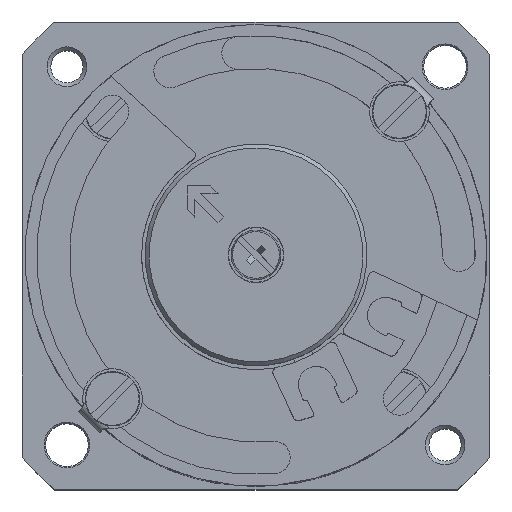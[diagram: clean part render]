
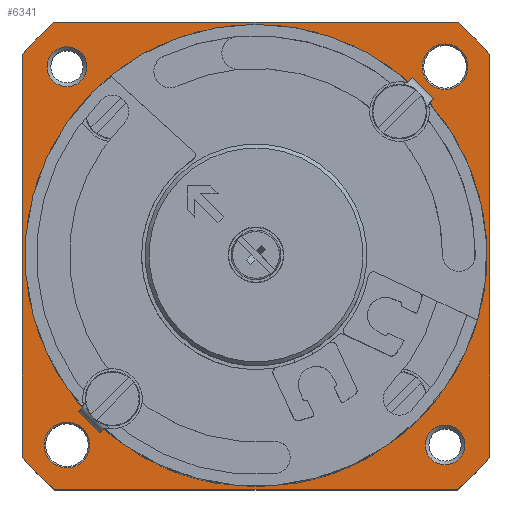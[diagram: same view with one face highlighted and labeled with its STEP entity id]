
A CAD part, top view. The second image highlights one B-rep face of the part: STEP entity #6341.
In plain terms, the highlighted face is planar.
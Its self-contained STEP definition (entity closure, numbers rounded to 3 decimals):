
#409=CIRCLE('',#6858,23.2);
#418=CIRCLE('',#6891,31.);
#422=CIRCLE('',#6897,31.);
#426=CIRCLE('',#6903,31.);
#430=CIRCLE('',#6909,31.);
#431=CIRCLE('',#6911,2.);
#432=CIRCLE('',#6912,2.3);
#433=CIRCLE('',#6913,2.3);
#434=CIRCLE('',#6914,2.);
#888=ORIENTED_EDGE('',*,*,#2602,.F.);
#889=ORIENTED_EDGE('',*,*,#2658,.T.);
#890=ORIENTED_EDGE('',*,*,#2659,.F.);
#891=ORIENTED_EDGE('',*,*,#2660,.T.);
#892=ORIENTED_EDGE('',*,*,#2661,.T.);
#893=ORIENTED_EDGE('',*,*,#2630,.F.);
#894=ORIENTED_EDGE('',*,*,#2657,.F.);
#895=ORIENTED_EDGE('',*,*,#2654,.F.);
#896=ORIENTED_EDGE('',*,*,#2649,.F.);
#897=ORIENTED_EDGE('',*,*,#2646,.F.);
#898=ORIENTED_EDGE('',*,*,#2641,.F.);
#899=ORIENTED_EDGE('',*,*,#2638,.F.);
#900=ORIENTED_EDGE('',*,*,#2633,.F.);
#2602=EDGE_CURVE('',#3488,#3488,#409,.F.);
#2630=EDGE_CURVE('',#3508,#3509,#4102,.T.);
#2633=EDGE_CURVE('',#3509,#3511,#418,.T.);
#2638=EDGE_CURVE('',#3511,#3515,#4106,.T.);
#2641=EDGE_CURVE('',#3515,#3517,#422,.T.);
#2646=EDGE_CURVE('',#3517,#3521,#4110,.T.);
#2649=EDGE_CURVE('',#3521,#3523,#426,.T.);
#2654=EDGE_CURVE('',#3523,#3527,#4114,.T.);
#2657=EDGE_CURVE('',#3527,#3508,#430,.T.);
#2658=EDGE_CURVE('',#3528,#3528,#431,.T.);
#2659=EDGE_CURVE('',#3529,#3529,#432,.T.);
#2660=EDGE_CURVE('',#3530,#3530,#433,.T.);
#2661=EDGE_CURVE('',#3531,#3531,#434,.T.);
#3488=VERTEX_POINT('',#9847);
#3508=VERTEX_POINT('',#9921);
#3509=VERTEX_POINT('',#9923);
#3511=VERTEX_POINT('',#9929);
#3515=VERTEX_POINT('',#9939);
#3517=VERTEX_POINT('',#9945);
#3521=VERTEX_POINT('',#9955);
#3523=VERTEX_POINT('',#9961);
#3527=VERTEX_POINT('',#9971);
#3528=VERTEX_POINT('',#9978);
#3529=VERTEX_POINT('',#9980);
#3530=VERTEX_POINT('',#9982);
#3531=VERTEX_POINT('',#9984);
#4102=LINE('',#9922,#4527);
#4106=LINE('',#9938,#4531);
#4110=LINE('',#9954,#4535);
#4114=LINE('',#9970,#4539);
#4527=VECTOR('',#7790,1000.);
#4531=VECTOR('',#7806,1000.);
#4535=VECTOR('',#7822,1000.);
#4539=VECTOR('',#7838,1000.);
#4990=EDGE_LOOP('',(#888));
#4991=EDGE_LOOP('',(#889));
#4992=EDGE_LOOP('',(#890));
#4993=EDGE_LOOP('',(#891));
#4994=EDGE_LOOP('',(#892));
#4995=EDGE_LOOP('',(#893,#894,#895,#896,#897,#898,#899,#900));
#5588=FACE_BOUND('',#4990,.T.);
#5589=FACE_BOUND('',#4991,.T.);
#5590=FACE_BOUND('',#4992,.T.);
#5591=FACE_BOUND('',#4993,.T.);
#5592=FACE_BOUND('',#4994,.T.);
#5593=FACE_BOUND('',#4995,.T.);
#6145=PLANE('',#6910);
#6341=ADVANCED_FACE('',(#5588,#5589,#5590,#5591,#5592,#5593),#6145,.F.);
#6858=AXIS2_PLACEMENT_3D('',#9846,#7726,#7727);
#6891=AXIS2_PLACEMENT_3D('',#9928,#7796,#7797);
#6897=AXIS2_PLACEMENT_3D('',#9944,#7812,#7813);
#6903=AXIS2_PLACEMENT_3D('',#9960,#7828,#7829);
#6909=AXIS2_PLACEMENT_3D('',#9975,#7844,#7845);
#6910=AXIS2_PLACEMENT_3D('',#9976,#7846,#7847);
#6911=AXIS2_PLACEMENT_3D('',#9977,#7848,#7849);
#6912=AXIS2_PLACEMENT_3D('',#9979,#7850,#7851);
#6913=AXIS2_PLACEMENT_3D('',#9981,#7852,#7853);
#6914=AXIS2_PLACEMENT_3D('',#9983,#7854,#7855);
#7726=DIRECTION('',(1.,0.,0.));
#7727=DIRECTION('',(0.,0.,-1.));
#7790=DIRECTION('',(0.,-1.,0.));
#7796=DIRECTION('',(1.,0.,0.));
#7797=DIRECTION('',(0.,0.,-1.));
#7806=DIRECTION('',(0.,0.,-1.));
#7812=DIRECTION('',(1.,0.,0.));
#7813=DIRECTION('',(0.,0.,-1.));
#7822=DIRECTION('',(0.,1.,0.));
#7828=DIRECTION('',(1.,0.,0.));
#7829=DIRECTION('',(0.,0.,-1.));
#7838=DIRECTION('',(0.,0.,1.));
#7844=DIRECTION('',(1.,0.,0.));
#7845=DIRECTION('',(0.,0.,-1.));
#7846=DIRECTION('',(1.,0.,0.));
#7847=DIRECTION('',(0.,0.,-1.));
#7848=DIRECTION('',(1.,0.,0.));
#7849=DIRECTION('',(0.,0.,-1.));
#7850=DIRECTION('',(-1.,0.,0.));
#7851=DIRECTION('',(0.,0.,1.));
#7852=DIRECTION('',(1.,0.,0.));
#7853=DIRECTION('',(0.,0.,-1.));
#7854=DIRECTION('',(1.,0.,0.));
#7855=DIRECTION('',(0.,0.,-1.));
#9846=CARTESIAN_POINT('',(-14.3,0.,0.));
#9847=CARTESIAN_POINT('',(-14.3,0.,-23.2));
#9921=CARTESIAN_POINT('',(-14.3,20.218,23.5));
#9922=CARTESIAN_POINT('',(-14.3,20.218,23.5));
#9923=CARTESIAN_POINT('',(-14.3,-20.218,23.5));
#9928=CARTESIAN_POINT('',(-14.3,0.,0.));
#9929=CARTESIAN_POINT('',(-14.3,-23.5,20.218));
#9938=CARTESIAN_POINT('',(-14.3,-23.5,20.218));
#9939=CARTESIAN_POINT('',(-14.3,-23.5,-20.218));
#9944=CARTESIAN_POINT('',(-14.3,0.,0.));
#9945=CARTESIAN_POINT('',(-14.3,-20.218,-23.5));
#9954=CARTESIAN_POINT('',(-14.3,-20.218,-23.5));
#9955=CARTESIAN_POINT('',(-14.3,20.218,-23.5));
#9960=CARTESIAN_POINT('',(-14.3,0.,0.));
#9961=CARTESIAN_POINT('',(-14.3,23.5,-20.218));
#9970=CARTESIAN_POINT('',(-14.3,23.5,-20.218));
#9971=CARTESIAN_POINT('',(-14.3,23.5,20.218));
#9975=CARTESIAN_POINT('',(-14.3,0.,0.));
#9976=CARTESIAN_POINT('',(-14.3,0.,0.));
#9977=CARTESIAN_POINT('',(-14.3,19.,-19.));
#9978=CARTESIAN_POINT('',(-14.3,19.,-21.));
#9979=CARTESIAN_POINT('',(-14.3,-19.,-19.));
#9980=CARTESIAN_POINT('',(-14.3,-19.,-16.7));
#9981=CARTESIAN_POINT('',(-14.3,19.,19.));
#9982=CARTESIAN_POINT('',(-14.3,19.,16.7));
#9983=CARTESIAN_POINT('',(-14.3,-19.,19.));
#9984=CARTESIAN_POINT('',(-14.3,-19.,17.));
